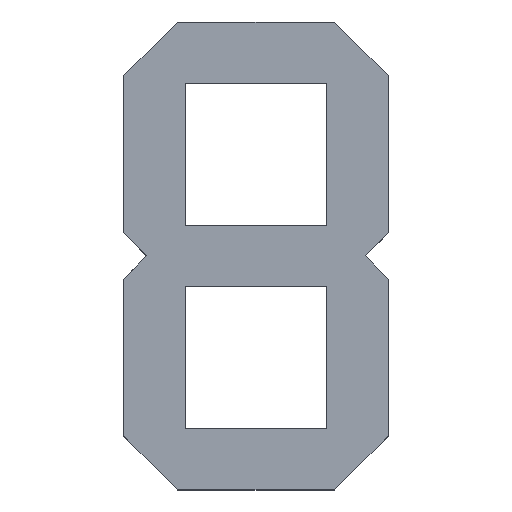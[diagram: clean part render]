
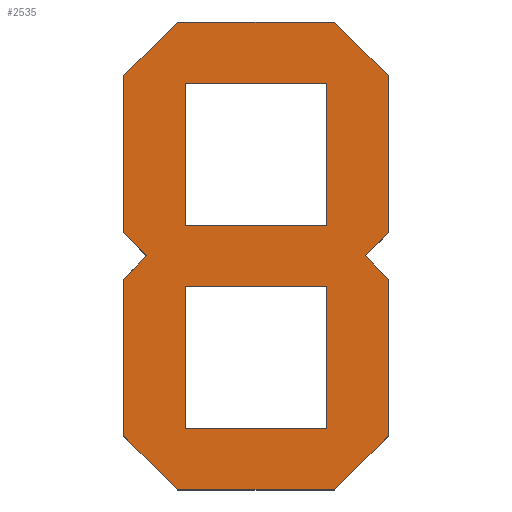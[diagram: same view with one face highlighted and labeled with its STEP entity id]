
A CAD part, top view. The second image highlights one B-rep face of the part: STEP entity #2535.
In plain terms, the highlighted planar face has unit normal (0, 0, 1).
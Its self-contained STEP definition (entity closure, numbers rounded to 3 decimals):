
#17=FACE_BOUND('',#250,.T.);
#18=FACE_BOUND('',#251,.T.);
#125=FACE_OUTER_BOUND('',#249,.T.);
#249=EDGE_LOOP('',(#2181,#2182,#2183,#2184,#2185,#2186,#2187,#2188,#2189,
#2190,#2191,#2192,#2193,#2194));
#250=EDGE_LOOP('',(#2195,#2196,#2197,#2198));
#251=EDGE_LOOP('',(#2199,#2200,#2201,#2202));
#300=LINE('',#3366,#660);
#305=LINE('',#3375,#665);
#316=LINE('',#3396,#676);
#332=LINE('',#3429,#692);
#580=LINE('',#3919,#940);
#582=LINE('',#3923,#942);
#584=LINE('',#3927,#944);
#586=LINE('',#3930,#946);
#588=LINE('',#3935,#948);
#590=LINE('',#3939,#950);
#592=LINE('',#3943,#952);
#594=LINE('',#3946,#954);
#595=LINE('',#3949,#955);
#597=LINE('',#3953,#957);
#599=LINE('',#3957,#959);
#601=LINE('',#3961,#961);
#603=LINE('',#3964,#963);
#604=LINE('',#3967,#964);
#606=LINE('',#3971,#966);
#608=LINE('',#3975,#968);
#610=LINE('',#3979,#970);
#612=LINE('',#3982,#972);
#660=VECTOR('',#2738,10.);
#665=VECTOR('',#2745,10.);
#676=VECTOR('',#2760,10.);
#692=VECTOR('',#2784,10.);
#940=VECTOR('',#3174,10.);
#942=VECTOR('',#3178,10.);
#944=VECTOR('',#3182,10.);
#946=VECTOR('',#3186,10.);
#948=VECTOR('',#3190,10.);
#950=VECTOR('',#3194,10.);
#952=VECTOR('',#3198,10.);
#954=VECTOR('',#3202,10.);
#955=VECTOR('',#3205,10.);
#957=VECTOR('',#3209,10.);
#959=VECTOR('',#3213,10.);
#961=VECTOR('',#3217,10.);
#963=VECTOR('',#3221,10.);
#964=VECTOR('',#3224,10.);
#966=VECTOR('',#3228,10.);
#968=VECTOR('',#3232,10.);
#970=VECTOR('',#3236,10.);
#972=VECTOR('',#3240,10.);
#1016=VERTEX_POINT('',#3363);
#1017=VERTEX_POINT('',#3365);
#1020=VERTEX_POINT('',#3373);
#1028=VERTEX_POINT('',#3394);
#1040=VERTEX_POINT('',#3426);
#1041=VERTEX_POINT('',#3428);
#1211=VERTEX_POINT('',#3916);
#1212=VERTEX_POINT('',#3918);
#1213=VERTEX_POINT('',#3922);
#1214=VERTEX_POINT('',#3926);
#1215=VERTEX_POINT('',#3932);
#1216=VERTEX_POINT('',#3934);
#1217=VERTEX_POINT('',#3938);
#1218=VERTEX_POINT('',#3942);
#1219=VERTEX_POINT('',#3948);
#1220=VERTEX_POINT('',#3952);
#1221=VERTEX_POINT('',#3956);
#1222=VERTEX_POINT('',#3960);
#1223=VERTEX_POINT('',#3966);
#1224=VERTEX_POINT('',#3970);
#1225=VERTEX_POINT('',#3974);
#1226=VERTEX_POINT('',#3978);
#1260=EDGE_CURVE('',#1017,#1016,#300,.T.);
#1265=EDGE_CURVE('',#1016,#1020,#305,.T.);
#1276=EDGE_CURVE('',#1020,#1028,#316,.T.);
#1292=EDGE_CURVE('',#1041,#1040,#332,.T.);
#1540=EDGE_CURVE('',#1212,#1211,#580,.T.);
#1542=EDGE_CURVE('',#1213,#1212,#582,.T.);
#1544=EDGE_CURVE('',#1214,#1213,#584,.T.);
#1546=EDGE_CURVE('',#1211,#1214,#586,.T.);
#1548=EDGE_CURVE('',#1216,#1215,#588,.T.);
#1550=EDGE_CURVE('',#1217,#1216,#590,.T.);
#1552=EDGE_CURVE('',#1218,#1217,#592,.T.);
#1554=EDGE_CURVE('',#1215,#1218,#594,.T.);
#1555=EDGE_CURVE('',#1219,#1017,#595,.T.);
#1557=EDGE_CURVE('',#1220,#1219,#597,.T.);
#1559=EDGE_CURVE('',#1221,#1220,#599,.T.);
#1561=EDGE_CURVE('',#1222,#1221,#601,.T.);
#1563=EDGE_CURVE('',#1040,#1222,#603,.T.);
#1564=EDGE_CURVE('',#1223,#1041,#604,.T.);
#1566=EDGE_CURVE('',#1224,#1223,#606,.T.);
#1568=EDGE_CURVE('',#1225,#1224,#608,.T.);
#1570=EDGE_CURVE('',#1226,#1225,#610,.T.);
#1572=EDGE_CURVE('',#1028,#1226,#612,.T.);
#2181=ORIENTED_EDGE('',*,*,#1572,.T.);
#2182=ORIENTED_EDGE('',*,*,#1570,.T.);
#2183=ORIENTED_EDGE('',*,*,#1568,.T.);
#2184=ORIENTED_EDGE('',*,*,#1566,.T.);
#2185=ORIENTED_EDGE('',*,*,#1564,.T.);
#2186=ORIENTED_EDGE('',*,*,#1292,.T.);
#2187=ORIENTED_EDGE('',*,*,#1563,.T.);
#2188=ORIENTED_EDGE('',*,*,#1561,.T.);
#2189=ORIENTED_EDGE('',*,*,#1559,.T.);
#2190=ORIENTED_EDGE('',*,*,#1557,.T.);
#2191=ORIENTED_EDGE('',*,*,#1555,.T.);
#2192=ORIENTED_EDGE('',*,*,#1260,.T.);
#2193=ORIENTED_EDGE('',*,*,#1265,.T.);
#2194=ORIENTED_EDGE('',*,*,#1276,.T.);
#2195=ORIENTED_EDGE('',*,*,#1554,.T.);
#2196=ORIENTED_EDGE('',*,*,#1552,.T.);
#2197=ORIENTED_EDGE('',*,*,#1550,.T.);
#2198=ORIENTED_EDGE('',*,*,#1548,.T.);
#2199=ORIENTED_EDGE('',*,*,#1546,.T.);
#2200=ORIENTED_EDGE('',*,*,#1544,.T.);
#2201=ORIENTED_EDGE('',*,*,#1542,.T.);
#2202=ORIENTED_EDGE('',*,*,#1540,.T.);
#2413=PLANE('',#2671);
#2535=ADVANCED_FACE('',(#125,#17,#18),#2413,.T.);
#2671=AXIS2_PLACEMENT_3D('',#3990,#3251,#3252);
#2738=DIRECTION('',(0.,1.,0.));
#2745=DIRECTION('',(-0.707,0.707,0.));
#2760=DIRECTION('',(0.707,0.707,0.));
#2784=DIRECTION('',(0.707,-0.707,0.));
#3174=DIRECTION('',(0.,-1.,0.));
#3178=DIRECTION('',(1.,0.,0.));
#3182=DIRECTION('',(0.,1.,0.));
#3186=DIRECTION('',(-1.,0.,0.));
#3190=DIRECTION('',(1.,0.,0.));
#3194=DIRECTION('',(0.,1.,0.));
#3198=DIRECTION('',(-1.,0.,0.));
#3202=DIRECTION('',(0.,-1.,0.));
#3205=DIRECTION('',(0.707,0.707,0.));
#3209=DIRECTION('',(1.,0.,0.));
#3213=DIRECTION('',(0.707,-0.707,0.));
#3217=DIRECTION('',(0.,-1.,0.));
#3221=DIRECTION('',(-0.707,-0.707,0.));
#3224=DIRECTION('',(0.,-1.,0.));
#3228=DIRECTION('',(-0.707,-0.707,0.));
#3232=DIRECTION('',(-1.,0.,0.));
#3236=DIRECTION('',(-0.707,0.707,0.));
#3240=DIRECTION('',(0.,1.,0.));
#3251=DIRECTION('center_axis',(0.,0.,1.));
#3252=DIRECTION('ref_axis',(1.,0.,0.));
#3363=CARTESIAN_POINT('',(31.25,-5.482,20.25));
#3365=CARTESIAN_POINT('',(31.25,-42.518,20.25));
#3366=CARTESIAN_POINT('',(31.25,-5.482,20.25));
#3373=CARTESIAN_POINT('',(25.768,0.,20.25));
#3375=CARTESIAN_POINT('',(25.768,0.,20.25));
#3394=CARTESIAN_POINT('',(31.25,5.482,20.25));
#3396=CARTESIAN_POINT('',(31.25,5.482,20.25));
#3426=CARTESIAN_POINT('',(-25.768,0.,20.25));
#3428=CARTESIAN_POINT('',(-31.25,5.482,20.25));
#3429=CARTESIAN_POINT('',(-31.25,5.482,20.25));
#3916=CARTESIAN_POINT('',(16.75,-40.75,20.25));
#3918=CARTESIAN_POINT('',(16.75,-7.25,20.25));
#3919=CARTESIAN_POINT('',(16.75,-7.25,20.25));
#3922=CARTESIAN_POINT('',(-16.75,-7.25,20.25));
#3923=CARTESIAN_POINT('',(-16.75,-7.25,20.25));
#3926=CARTESIAN_POINT('',(-16.75,-40.75,20.25));
#3927=CARTESIAN_POINT('',(-16.75,-40.75,20.25));
#3930=CARTESIAN_POINT('',(16.75,-40.75,20.25));
#3932=CARTESIAN_POINT('',(16.75,40.75,20.25));
#3934=CARTESIAN_POINT('',(-16.75,40.75,20.25));
#3935=CARTESIAN_POINT('',(16.75,40.75,20.25));
#3938=CARTESIAN_POINT('',(-16.75,7.25,20.25));
#3939=CARTESIAN_POINT('',(-16.75,40.75,20.25));
#3942=CARTESIAN_POINT('',(16.75,7.25,20.25));
#3943=CARTESIAN_POINT('',(16.75,7.25,20.25));
#3946=CARTESIAN_POINT('',(16.75,7.25,20.25));
#3948=CARTESIAN_POINT('',(18.518,-55.25,20.25));
#3949=CARTESIAN_POINT('',(31.25,-42.518,20.25));
#3952=CARTESIAN_POINT('',(-18.518,-55.25,20.25));
#3953=CARTESIAN_POINT('',(18.518,-55.25,20.25));
#3956=CARTESIAN_POINT('',(-31.25,-42.518,20.25));
#3957=CARTESIAN_POINT('',(-18.518,-55.25,20.25));
#3960=CARTESIAN_POINT('',(-31.25,-5.482,20.25));
#3961=CARTESIAN_POINT('',(-31.25,-42.518,20.25));
#3964=CARTESIAN_POINT('',(-25.768,0.,20.25));
#3966=CARTESIAN_POINT('',(-31.25,42.518,20.25));
#3967=CARTESIAN_POINT('',(-31.25,42.518,20.25));
#3970=CARTESIAN_POINT('',(-18.518,55.25,20.25));
#3971=CARTESIAN_POINT('',(-18.518,55.25,20.25));
#3974=CARTESIAN_POINT('',(18.518,55.25,20.25));
#3975=CARTESIAN_POINT('',(18.518,55.25,20.25));
#3978=CARTESIAN_POINT('',(31.25,42.518,20.25));
#3979=CARTESIAN_POINT('',(18.518,55.25,20.25));
#3982=CARTESIAN_POINT('',(31.25,5.482,20.25));
#3990=CARTESIAN_POINT('Origin',(-24.,-24.,20.25));
